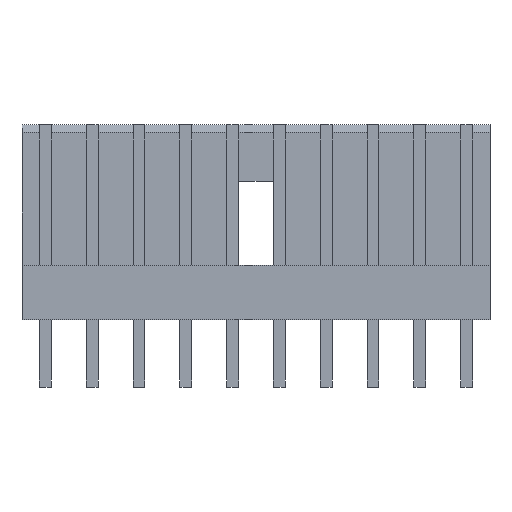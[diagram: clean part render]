
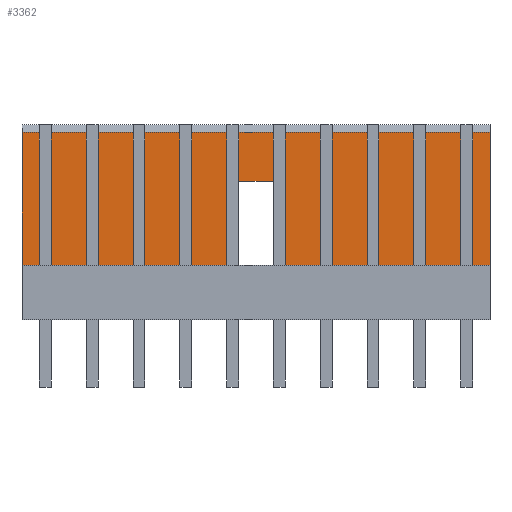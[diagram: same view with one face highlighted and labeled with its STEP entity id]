
A CAD part, front view. The second image highlights one B-rep face of the part: STEP entity #3362.
In plain terms, the highlighted planar face has unit normal (0, -1, 0).
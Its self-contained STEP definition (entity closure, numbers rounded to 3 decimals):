
#138=DIRECTION('',(0.,0.,-1.));
#139=VECTOR('',#138,7.1);
#140=CARTESIAN_POINT('',(-12.5,1.6,-0.4));
#141=LINE('',#140,#139);
#554=DIRECTION('',(1.,0.,0.));
#555=VECTOR('',#554,11.3);
#556=CARTESIAN_POINT('',(1.2,1.6,-7.5));
#557=LINE('',#556,#555);
#558=DIRECTION('',(1.,0.,0.));
#559=VECTOR('',#558,11.3);
#560=CARTESIAN_POINT('',(-12.5,1.6,-7.5));
#561=LINE('',#560,#559);
#1202=DIRECTION('',(-1.,0.,0.));
#1203=VECTOR('',#1202,25.);
#1204=CARTESIAN_POINT('',(12.5,1.6,-0.4));
#1205=LINE('',#1204,#1203);
#1206=DIRECTION('',(0.,0.,1.));
#1207=VECTOR('',#1206,4.5);
#1208=CARTESIAN_POINT('',(1.2,1.6,-7.5));
#1209=LINE('',#1208,#1207);
#1210=DIRECTION('',(1.,0.,0.));
#1211=VECTOR('',#1210,2.4);
#1212=CARTESIAN_POINT('',(-1.2,1.6,-3.));
#1213=LINE('',#1212,#1211);
#1214=DIRECTION('',(0.,0.,1.));
#1215=VECTOR('',#1214,4.5);
#1216=CARTESIAN_POINT('',(-1.2,1.6,-7.5));
#1217=LINE('',#1216,#1215);
#1242=DIRECTION('',(0.,0.,-1.));
#1243=VECTOR('',#1242,7.1);
#1244=CARTESIAN_POINT('',(12.5,1.6,-0.4));
#1245=LINE('',#1244,#1243);
#1250=CARTESIAN_POINT('',(-12.5,1.6,-7.5));
#1252=VERTEX_POINT('',#1250);
#1258=CARTESIAN_POINT('',(12.5,1.6,-7.5));
#1260=VERTEX_POINT('',#1258);
#1366=CARTESIAN_POINT('',(1.2,1.6,-7.5));
#1368=VERTEX_POINT('',#1366);
#1372=CARTESIAN_POINT('',(1.2,1.6,-3.));
#1373=VERTEX_POINT('',#1372);
#1374=CARTESIAN_POINT('',(-1.2,1.6,-3.));
#1375=VERTEX_POINT('',#1374);
#1376=CARTESIAN_POINT('',(-1.2,1.6,-7.5));
#1377=VERTEX_POINT('',#1376);
#1390=CARTESIAN_POINT('',(-12.5,1.6,-0.4));
#1392=VERTEX_POINT('',#1390);
#1396=CARTESIAN_POINT('',(12.5,1.6,-0.4));
#1397=VERTEX_POINT('',#1396);
#3345=CARTESIAN_POINT('',(-12.5,1.6,0.));
#3346=DIRECTION('',(0.,-1.,0.));
#3347=DIRECTION('',(0.,0.,-1.));
#3348=AXIS2_PLACEMENT_3D('',#3345,#3346,#3347);
#3349=PLANE('',#3348);
#3350=ORIENTED_EDGE('',*,*,#1654,.F.);
#3352=ORIENTED_EDGE('',*,*,#3351,.T.);
#3353=ORIENTED_EDGE('',*,*,#1854,.F.);
#3354=ORIENTED_EDGE('',*,*,#3311,.T.);
#3356=ORIENTED_EDGE('',*,*,#3355,.F.);
#3357=ORIENTED_EDGE('',*,*,#3335,.F.);
#3358=ORIENTED_EDGE('',*,*,#1861,.F.);
#3359=ORIENTED_EDGE('',*,*,#1629,.F.);
#3360=EDGE_LOOP('',(#3350,#3352,#3353,#3354,#3356,#3357,#3358,#3359));
#3361=FACE_OUTER_BOUND('',#3360,.F.);
#1629=EDGE_CURVE('',#1392,#1252,#141,.T.);
#1654=EDGE_CURVE('',#1397,#1392,#1205,.T.);
#1854=EDGE_CURVE('',#1368,#1260,#557,.T.);
#1861=EDGE_CURVE('',#1252,#1377,#561,.T.);
#3311=EDGE_CURVE('',#1368,#1373,#1209,.T.);
#3335=EDGE_CURVE('',#1377,#1375,#1217,.T.);
#3351=EDGE_CURVE('',#1397,#1260,#1245,.T.);
#3355=EDGE_CURVE('',#1375,#1373,#1213,.T.);
#3362=ADVANCED_FACE('',(#3361),#3349,.T.);
